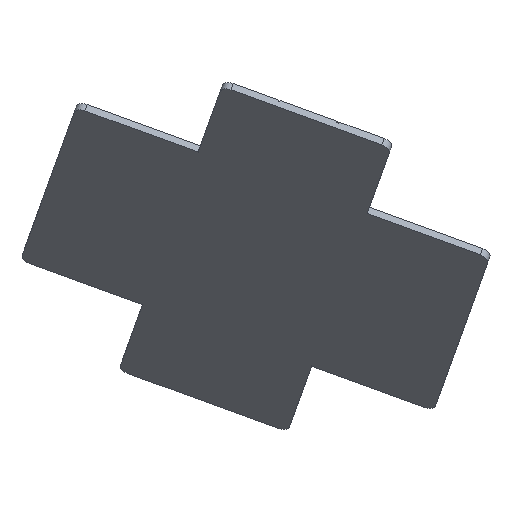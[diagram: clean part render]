
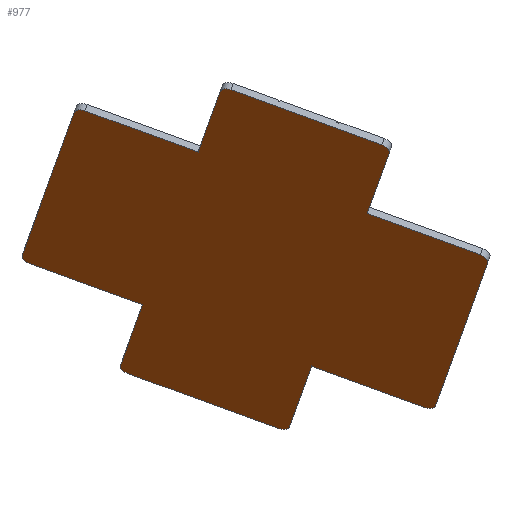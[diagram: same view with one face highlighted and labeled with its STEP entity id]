
A CAD part, left-side view. The second image highlights one B-rep face of the part: STEP entity #977.
In plain terms, the highlighted face is planar.
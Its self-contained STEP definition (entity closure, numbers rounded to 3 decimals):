
#80=CARTESIAN_POINT('Vertex',(-46.,65.5,0.)) ;
#83=CARTESIAN_POINT('Line Origine',(-46.,46.75,0.)) ;
#87=CARTESIAN_POINT('Vertex',(-46.,28.,0.)) ;
#134=CARTESIAN_POINT('Vertex',(-43.,68.5,0.)) ;
#137=CARTESIAN_POINT('Axis2P3D Location',(-43.,65.5,0.)) ;
#168=CARTESIAN_POINT('Line Origine',(-64.25,28.,0.)) ;
#172=CARTESIAN_POINT('Vertex',(-82.5,28.,0.)) ;
#208=CARTESIAN_POINT('Axis2P3D Location',(-82.5,25.,0.)) ;
#212=CARTESIAN_POINT('Vertex',(-85.5,25.,0.)) ;
#267=CARTESIAN_POINT('Line Origine',(-85.5,0.,0.)) ;
#271=CARTESIAN_POINT('Vertex',(-85.5,-25.,0.)) ;
#334=CARTESIAN_POINT('Axis2P3D Location',(-82.5,-25.,0.)) ;
#338=CARTESIAN_POINT('Vertex',(-82.5,-28.,0.)) ;
#379=CARTESIAN_POINT('Line Origine',(-64.25,-28.,0.)) ;
#383=CARTESIAN_POINT('Vertex',(-46.,-28.,0.)) ;
#421=CARTESIAN_POINT('Line Origine',(-46.,-46.75,0.)) ;
#425=CARTESIAN_POINT('Vertex',(-46.,-65.5,0.)) ;
#454=CARTESIAN_POINT('Axis2P3D Location',(-43.,-65.5,0.)) ;
#458=CARTESIAN_POINT('Vertex',(-43.,-68.5,0.)) ;
#482=CARTESIAN_POINT('Vertex',(43.,-68.5,0.)) ;
#492=CARTESIAN_POINT('Line Origine',(0.,-68.5,0.)) ;
#516=CARTESIAN_POINT('Axis2P3D Location',(43.,-65.5,0.)) ;
#520=CARTESIAN_POINT('Vertex',(46.,-65.5,0.)) ;
#547=CARTESIAN_POINT('Line Origine',(46.,-46.75,0.)) ;
#551=CARTESIAN_POINT('Vertex',(46.,-28.,0.)) ;
#603=CARTESIAN_POINT('Line Origine',(64.25,-28.,0.)) ;
#607=CARTESIAN_POINT('Vertex',(82.5,-28.,0.)) ;
#644=CARTESIAN_POINT('Axis2P3D Location',(82.5,-25.,0.)) ;
#648=CARTESIAN_POINT('Vertex',(85.5,-25.,0.)) ;
#710=CARTESIAN_POINT('Line Origine',(85.5,0.,0.)) ;
#714=CARTESIAN_POINT('Vertex',(85.5,25.,0.)) ;
#786=CARTESIAN_POINT('Axis2P3D Location',(82.5,25.,0.)) ;
#790=CARTESIAN_POINT('Vertex',(82.5,28.,0.)) ;
#833=CARTESIAN_POINT('Line Origine',(64.25,28.,0.)) ;
#837=CARTESIAN_POINT('Vertex',(46.,28.,0.)) ;
#876=CARTESIAN_POINT('Line Origine',(46.,46.75,0.)) ;
#880=CARTESIAN_POINT('Vertex',(46.,65.5,0.)) ;
#909=CARTESIAN_POINT('Axis2P3D Location',(43.,65.5,0.)) ;
#913=CARTESIAN_POINT('Vertex',(43.,68.5,0.)) ;
#938=CARTESIAN_POINT('Line Origine',(0.,68.5,0.)) ;
#950=CARTESIAN_POINT('Axis2P3D Location',(0.,0.,0.)) ;
#84=DIRECTION('Vector Direction',(0.,-1.,0.)) ;
#138=DIRECTION('Axis2P3D Direction',(0.,0.,1.)) ;
#169=DIRECTION('Vector Direction',(1.,0.,0.)) ;
#209=DIRECTION('Axis2P3D Direction',(0.,0.,1.)) ;
#268=DIRECTION('Vector Direction',(0.,-1.,0.)) ;
#335=DIRECTION('Axis2P3D Direction',(0.,0.,1.)) ;
#380=DIRECTION('Vector Direction',(-1.,0.,0.)) ;
#422=DIRECTION('Vector Direction',(0.,-1.,0.)) ;
#455=DIRECTION('Axis2P3D Direction',(0.,0.,1.)) ;
#493=DIRECTION('Vector Direction',(-1.,0.,0.)) ;
#517=DIRECTION('Axis2P3D Direction',(0.,0.,1.)) ;
#548=DIRECTION('Vector Direction',(0.,1.,0.)) ;
#604=DIRECTION('Vector Direction',(-1.,0.,0.)) ;
#645=DIRECTION('Axis2P3D Direction',(0.,0.,1.)) ;
#711=DIRECTION('Vector Direction',(0.,1.,0.)) ;
#787=DIRECTION('Axis2P3D Direction',(0.,-0.,1.)) ;
#834=DIRECTION('Vector Direction',(1.,0.,0.)) ;
#877=DIRECTION('Vector Direction',(0.,1.,0.)) ;
#910=DIRECTION('Axis2P3D Direction',(0.,-0.,1.)) ;
#939=DIRECTION('Vector Direction',(1.,0.,0.)) ;
#951=DIRECTION('Axis2P3D Direction',(0.,0.,1.)) ;
#952=DIRECTION('Axis2P3D XDirection',(1.,0.,0.)) ;
#139=AXIS2_PLACEMENT_3D('Circle Axis2P3D',#137,#138,$) ;
#210=AXIS2_PLACEMENT_3D('Circle Axis2P3D',#208,#209,$) ;
#336=AXIS2_PLACEMENT_3D('Circle Axis2P3D',#334,#335,$) ;
#456=AXIS2_PLACEMENT_3D('Circle Axis2P3D',#454,#455,$) ;
#518=AXIS2_PLACEMENT_3D('Circle Axis2P3D',#516,#517,$) ;
#646=AXIS2_PLACEMENT_3D('Circle Axis2P3D',#644,#645,$) ;
#788=AXIS2_PLACEMENT_3D('Circle Axis2P3D',#786,#787,$) ;
#911=AXIS2_PLACEMENT_3D('Circle Axis2P3D',#909,#910,$) ;
#953=AXIS2_PLACEMENT_3D('Plane Axis2P3D',#950,#951,#952) ;
#956=ORIENTED_EDGE('',*,*,#522,.F.) ;
#957=ORIENTED_EDGE('',*,*,#496,.F.) ;
#958=ORIENTED_EDGE('',*,*,#460,.F.) ;
#959=ORIENTED_EDGE('',*,*,#427,.F.) ;
#960=ORIENTED_EDGE('',*,*,#385,.F.) ;
#961=ORIENTED_EDGE('',*,*,#340,.F.) ;
#962=ORIENTED_EDGE('',*,*,#273,.F.) ;
#963=ORIENTED_EDGE('',*,*,#214,.F.) ;
#964=ORIENTED_EDGE('',*,*,#174,.F.) ;
#965=ORIENTED_EDGE('',*,*,#89,.F.) ;
#966=ORIENTED_EDGE('',*,*,#141,.F.) ;
#967=ORIENTED_EDGE('',*,*,#942,.F.) ;
#968=ORIENTED_EDGE('',*,*,#915,.F.) ;
#969=ORIENTED_EDGE('',*,*,#882,.F.) ;
#970=ORIENTED_EDGE('',*,*,#839,.F.) ;
#971=ORIENTED_EDGE('',*,*,#792,.F.) ;
#972=ORIENTED_EDGE('',*,*,#716,.F.) ;
#973=ORIENTED_EDGE('',*,*,#650,.F.) ;
#974=ORIENTED_EDGE('',*,*,#609,.F.) ;
#975=ORIENTED_EDGE('',*,*,#553,.F.) ;
#85=VECTOR('Line Direction',#84,1.) ;
#170=VECTOR('Line Direction',#169,1.) ;
#269=VECTOR('Line Direction',#268,1.) ;
#381=VECTOR('Line Direction',#380,1.) ;
#423=VECTOR('Line Direction',#422,1.) ;
#494=VECTOR('Line Direction',#493,1.) ;
#549=VECTOR('Line Direction',#548,1.) ;
#605=VECTOR('Line Direction',#604,1.) ;
#712=VECTOR('Line Direction',#711,1.) ;
#835=VECTOR('Line Direction',#834,1.) ;
#878=VECTOR('Line Direction',#877,1.) ;
#940=VECTOR('Line Direction',#939,1.) ;
#977=ADVANCED_FACE('PartBody',(#976),#954,.F.) ;
#140=CIRCLE('generated circle',#139,3.) ;
#211=CIRCLE('generated circle',#210,3.) ;
#337=CIRCLE('generated circle',#336,3.) ;
#457=CIRCLE('generated circle',#456,3.) ;
#519=CIRCLE('generated circle',#518,3.) ;
#647=CIRCLE('generated circle',#646,3.) ;
#789=CIRCLE('generated circle',#788,3.) ;
#912=CIRCLE('generated circle',#911,3.) ;
#89=EDGE_CURVE('',#81,#88,#86,.T.) ;
#141=EDGE_CURVE('',#135,#81,#140,.T.) ;
#174=EDGE_CURVE('',#88,#173,#171,.F.) ;
#214=EDGE_CURVE('',#173,#213,#211,.T.) ;
#273=EDGE_CURVE('',#213,#272,#270,.T.) ;
#340=EDGE_CURVE('',#272,#339,#337,.T.) ;
#385=EDGE_CURVE('',#339,#384,#382,.F.) ;
#427=EDGE_CURVE('',#384,#426,#424,.T.) ;
#460=EDGE_CURVE('',#426,#459,#457,.T.) ;
#496=EDGE_CURVE('',#459,#483,#495,.F.) ;
#522=EDGE_CURVE('',#483,#521,#519,.T.) ;
#553=EDGE_CURVE('',#521,#552,#550,.T.) ;
#609=EDGE_CURVE('',#552,#608,#606,.F.) ;
#650=EDGE_CURVE('',#608,#649,#647,.T.) ;
#716=EDGE_CURVE('',#649,#715,#713,.T.) ;
#792=EDGE_CURVE('',#715,#791,#789,.T.) ;
#839=EDGE_CURVE('',#791,#838,#836,.F.) ;
#882=EDGE_CURVE('',#838,#881,#879,.T.) ;
#915=EDGE_CURVE('',#881,#914,#912,.T.) ;
#942=EDGE_CURVE('',#914,#135,#941,.F.) ;
#955=EDGE_LOOP('',(#956,#957,#958,#959,#960,#961,#962,#963,#964,#965,#966,#967,#968,#969,#970,#971,#972,#973,#974,#975)) ;
#976=FACE_OUTER_BOUND('',#955,.T.) ;
#86=LINE('Line',#83,#85) ;
#171=LINE('Line',#168,#170) ;
#270=LINE('Line',#267,#269) ;
#382=LINE('Line',#379,#381) ;
#424=LINE('Line',#421,#423) ;
#495=LINE('Line',#492,#494) ;
#550=LINE('Line',#547,#549) ;
#606=LINE('Line',#603,#605) ;
#713=LINE('Line',#710,#712) ;
#836=LINE('Line',#833,#835) ;
#879=LINE('Line',#876,#878) ;
#941=LINE('Line',#938,#940) ;
#954=PLANE('',#953) ;
#81=VERTEX_POINT('',#80) ;
#88=VERTEX_POINT('',#87) ;
#135=VERTEX_POINT('',#134) ;
#173=VERTEX_POINT('',#172) ;
#213=VERTEX_POINT('',#212) ;
#272=VERTEX_POINT('',#271) ;
#339=VERTEX_POINT('',#338) ;
#384=VERTEX_POINT('',#383) ;
#426=VERTEX_POINT('',#425) ;
#459=VERTEX_POINT('',#458) ;
#483=VERTEX_POINT('',#482) ;
#521=VERTEX_POINT('',#520) ;
#552=VERTEX_POINT('',#551) ;
#608=VERTEX_POINT('',#607) ;
#649=VERTEX_POINT('',#648) ;
#715=VERTEX_POINT('',#714) ;
#791=VERTEX_POINT('',#790) ;
#838=VERTEX_POINT('',#837) ;
#881=VERTEX_POINT('',#880) ;
#914=VERTEX_POINT('',#913) ;
